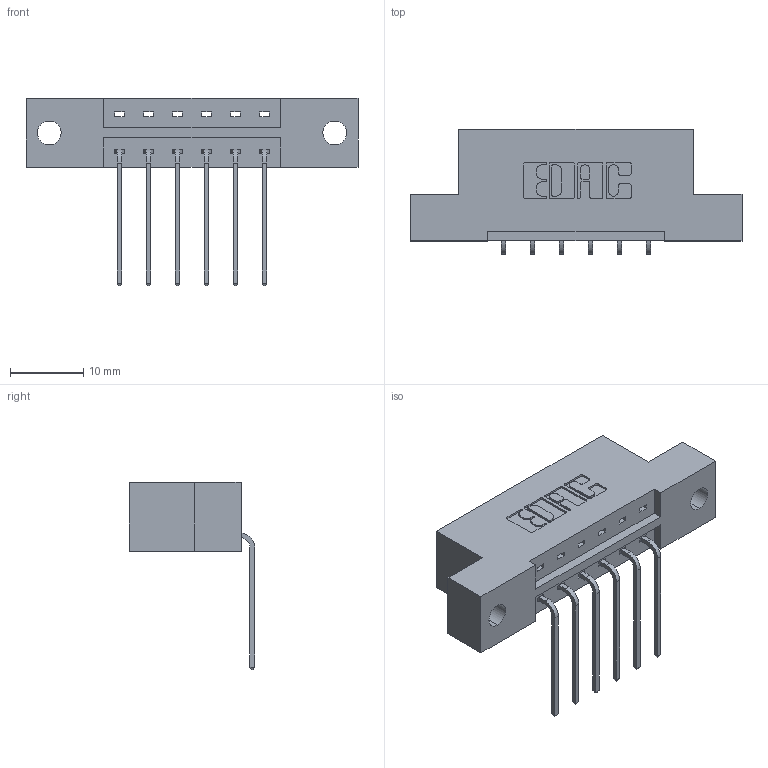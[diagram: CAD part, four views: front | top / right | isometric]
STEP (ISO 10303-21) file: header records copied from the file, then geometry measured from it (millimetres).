
FILE_DESCRIPTION (( 'STEP AP203' ), '1' );
FILE_NAME ('833-006-559-102.STEP', '2020-05-30T14:16:35', ( '' ), ( '' ), 'SwSTEP 2.0', 'SolidWorks 2020', '' );
FILE_SCHEMA (( 'CONFIG_CONTROL_DESIGN' ));
Length unit declared in the file: inch
Products named in the file (3): 345-292-001_558 559 Tail - 1; 833 Part_Flush - .128 Dia; 833-006-559-102
Assembly tree (7 placements, depth 2):
  833-006-559-102
    833 Part_Flush - .128 Dia
    345-292-001_558 559 Tail - 1  x6
Bounding box: 45.31 x 17.09 x 25.53 mm (x, y, z)
Volume: 4233.5 mm3; surface area: 4195.3 mm2
Topology: 7 solids, 7 shells, 474 faces, 1403 edges, 926 vertices
Faces by surface type: plane 334, cylinder 140
Entity records: 8411 total; most frequent: CARTESIAN_POINT 1464, ORIENTED_EDGE 1406, DIRECTION 1307, EDGE_CURVE 703, LINE 575, VECTOR 575, VERTEX_POINT 466, AXIS2_PLACEMENT_3D 366
